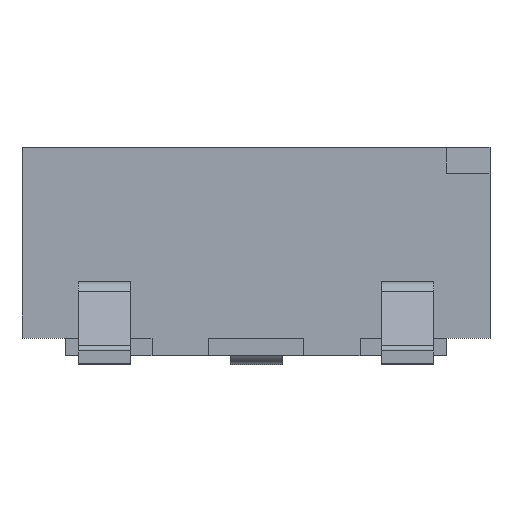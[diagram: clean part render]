
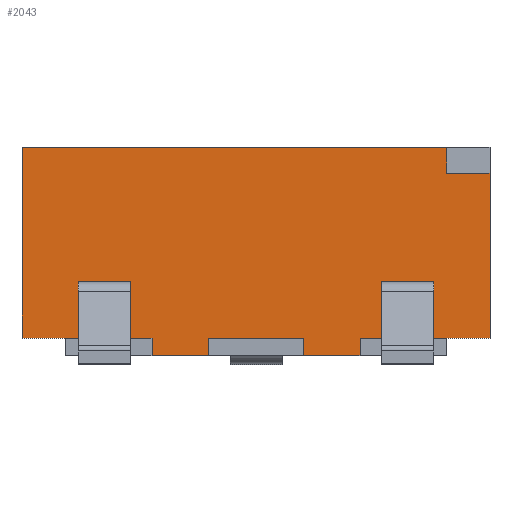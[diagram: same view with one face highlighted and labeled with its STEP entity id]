
A CAD part, top view. The second image highlights one B-rep face of the part: STEP entity #2043.
In plain terms, the highlighted planar face has unit normal (0, 0, 1).
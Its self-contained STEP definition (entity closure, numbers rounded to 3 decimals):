
#145=ORIENTED_EDGE('',*,*,#580,.F.);
#146=ORIENTED_EDGE('',*,*,#581,.T.);
#147=ORIENTED_EDGE('',*,*,#582,.T.);
#148=ORIENTED_EDGE('',*,*,#583,.T.);
#149=ORIENTED_EDGE('',*,*,#584,.F.);
#150=ORIENTED_EDGE('',*,*,#585,.T.);
#151=ORIENTED_EDGE('',*,*,#586,.T.);
#152=ORIENTED_EDGE('',*,*,#587,.T.);
#153=ORIENTED_EDGE('',*,*,#588,.F.);
#154=ORIENTED_EDGE('',*,*,#576,.T.);
#155=ORIENTED_EDGE('',*,*,#589,.F.);
#156=ORIENTED_EDGE('',*,*,#590,.T.);
#157=ORIENTED_EDGE('',*,*,#551,.T.);
#158=ORIENTED_EDGE('',*,*,#557,.T.);
#159=ORIENTED_EDGE('',*,*,#591,.F.);
#160=ORIENTED_EDGE('',*,*,#592,.T.);
#161=ORIENTED_EDGE('',*,*,#593,.T.);
#162=ORIENTED_EDGE('',*,*,#594,.F.);
#163=ORIENTED_EDGE('',*,*,#595,.F.);
#164=ORIENTED_EDGE('',*,*,#596,.T.);
#165=ORIENTED_EDGE('',*,*,#597,.T.);
#166=ORIENTED_EDGE('',*,*,#598,.F.);
#551=EDGE_CURVE('',#769,#768,#921,.T.);
#557=EDGE_CURVE('',#768,#774,#927,.T.);
#576=EDGE_CURVE('',#790,#791,#946,.T.);
#580=EDGE_CURVE('',#793,#794,#950,.T.);
#581=EDGE_CURVE('',#793,#795,#951,.T.);
#582=EDGE_CURVE('',#795,#796,#952,.T.);
#583=EDGE_CURVE('',#796,#794,#953,.F.);
#584=EDGE_CURVE('',#797,#798,#954,.T.);
#585=EDGE_CURVE('',#797,#799,#955,.T.);
#586=EDGE_CURVE('',#799,#800,#956,.T.);
#587=EDGE_CURVE('',#800,#798,#957,.F.);
#588=EDGE_CURVE('',#790,#801,#958,.T.);
#589=EDGE_CURVE('',#802,#791,#959,.T.);
#590=EDGE_CURVE('',#802,#769,#960,.T.);
#591=EDGE_CURVE('',#803,#774,#961,.T.);
#592=EDGE_CURVE('',#803,#804,#962,.T.);
#593=EDGE_CURVE('',#804,#805,#963,.T.);
#594=EDGE_CURVE('',#806,#805,#964,.T.);
#595=EDGE_CURVE('',#807,#806,#965,.T.);
#596=EDGE_CURVE('',#807,#808,#966,.T.);
#597=EDGE_CURVE('',#808,#809,#967,.T.);
#598=EDGE_CURVE('',#801,#809,#968,.T.);
#768=VERTEX_POINT('',#2731);
#769=VERTEX_POINT('',#2733);
#774=VERTEX_POINT('',#2744);
#790=VERTEX_POINT('',#2782);
#791=VERTEX_POINT('',#2783);
#793=VERTEX_POINT('',#2790);
#794=VERTEX_POINT('',#2791);
#795=VERTEX_POINT('',#2793);
#796=VERTEX_POINT('',#2795);
#797=VERTEX_POINT('',#2798);
#798=VERTEX_POINT('',#2799);
#799=VERTEX_POINT('',#2801);
#800=VERTEX_POINT('',#2803);
#801=VERTEX_POINT('',#2806);
#802=VERTEX_POINT('',#2808);
#803=VERTEX_POINT('',#2811);
#804=VERTEX_POINT('',#2813);
#805=VERTEX_POINT('',#2815);
#806=VERTEX_POINT('',#2817);
#807=VERTEX_POINT('',#2819);
#808=VERTEX_POINT('',#2821);
#809=VERTEX_POINT('',#2823);
#921=LINE('',#2732,#1108);
#927=LINE('',#2745,#1114);
#946=LINE('',#2781,#1133);
#950=LINE('',#2789,#1137);
#951=LINE('',#2792,#1138);
#952=LINE('',#2794,#1139);
#953=LINE('',#2796,#1140);
#954=LINE('',#2797,#1141);
#955=LINE('',#2800,#1142);
#956=LINE('',#2802,#1143);
#957=LINE('',#2804,#1144);
#958=LINE('',#2805,#1145);
#959=LINE('',#2807,#1146);
#960=LINE('',#2809,#1147);
#961=LINE('',#2810,#1148);
#962=LINE('',#2812,#1149);
#963=LINE('',#2814,#1150);
#964=LINE('',#2816,#1151);
#965=LINE('',#2818,#1152);
#966=LINE('',#2820,#1153);
#967=LINE('',#2822,#1154);
#968=LINE('',#2824,#1155);
#1108=VECTOR('',#2289,1000.);
#1114=VECTOR('',#2297,1000.);
#1133=VECTOR('',#2320,1000.);
#1137=VECTOR('',#2326,1000.);
#1138=VECTOR('',#2327,1000.);
#1139=VECTOR('',#2328,1000.);
#1140=VECTOR('',#2329,1000.);
#1141=VECTOR('',#2330,1000.);
#1142=VECTOR('',#2331,1000.);
#1143=VECTOR('',#2332,1000.);
#1144=VECTOR('',#2333,1000.);
#1145=VECTOR('',#2334,1000.);
#1146=VECTOR('',#2335,1000.);
#1147=VECTOR('',#2336,1000.);
#1148=VECTOR('',#2337,1000.);
#1149=VECTOR('',#2338,1000.);
#1150=VECTOR('',#2339,1000.);
#1151=VECTOR('',#2340,1000.);
#1152=VECTOR('',#2341,1000.);
#1153=VECTOR('',#2342,1000.);
#1154=VECTOR('',#2343,1000.);
#1155=VECTOR('',#2344,1000.);
#1287=EDGE_LOOP('',(#145,#146,#147,#148));
#1288=EDGE_LOOP('',(#149,#150,#151,#152));
#1289=EDGE_LOOP('',(#153,#154,#155,#156,#157,#158,#159,#160,#161,#162,#163,
#164,#165,#166));
#1378=FACE_BOUND('',#1287,.T.);
#1379=FACE_BOUND('',#1288,.T.);
#1380=FACE_BOUND('',#1289,.T.);
#1466=PLANE('',#2140);
#2043=ADVANCED_FACE('',(#1378,#1379,#1380),#1466,.T.);
#2140=AXIS2_PLACEMENT_3D('',#2788,#2324,#2325);
#2289=DIRECTION('',(-1.,0.,0.));
#2297=DIRECTION('',(0.,-1.,0.));
#2320=DIRECTION('',(0.,1.,0.));
#2324=DIRECTION('',(0.,0.,1.));
#2325=DIRECTION('',(1.,0.,0.));
#2326=DIRECTION('',(0.,1.,0.));
#2327=DIRECTION('',(-1.,0.,0.));
#2328=DIRECTION('',(0.,1.,0.));
#2329=DIRECTION('',(-1.,0.,0.));
#2330=DIRECTION('',(0.,1.,0.));
#2331=DIRECTION('',(-1.,0.,0.));
#2332=DIRECTION('',(0.,1.,0.));
#2333=DIRECTION('',(-1.,0.,0.));
#2334=DIRECTION('',(-1.,0.,0.));
#2335=DIRECTION('',(1.,0.,0.));
#2336=DIRECTION('',(0.,1.,0.));
#2337=DIRECTION('',(-1.,0.,0.));
#2338=DIRECTION('',(0.,-1.,0.));
#2339=DIRECTION('',(1.,0.,0.));
#2340=DIRECTION('',(0.,-1.,0.));
#2341=DIRECTION('',(-1.,0.,0.));
#2342=DIRECTION('',(0.,-1.,0.));
#2343=DIRECTION('',(1.,0.,0.));
#2344=DIRECTION('',(0.,-1.,0.));
#2731=CARTESIAN_POINT('',(-2.7,2.4,1.25));
#2732=CARTESIAN_POINT('',(2.7,2.4,1.25));
#2733=CARTESIAN_POINT('',(2.2,2.4,1.25));
#2744=CARTESIAN_POINT('',(-2.7,0.2,1.25));
#2745=CARTESIAN_POINT('',(-2.7,2.4,1.25));
#2781=CARTESIAN_POINT('',(2.7,0.,1.25));
#2782=CARTESIAN_POINT('',(2.7,0.2,1.25));
#2783=CARTESIAN_POINT('',(2.7,2.1,1.25));
#2788=CARTESIAN_POINT('',(0.,0.,1.25));
#2789=CARTESIAN_POINT('',(-1.45,0.,1.25));
#2790=CARTESIAN_POINT('',(-1.45,0.701,1.25));
#2791=CARTESIAN_POINT('',(-1.45,0.85,1.25));
#2792=CARTESIAN_POINT('',(0.,0.701,1.25));
#2793=CARTESIAN_POINT('',(-2.05,0.701,1.25));
#2794=CARTESIAN_POINT('',(-2.05,0.,1.25));
#2795=CARTESIAN_POINT('',(-2.05,0.85,1.25));
#2796=CARTESIAN_POINT('',(-1.45,0.85,1.25));
#2797=CARTESIAN_POINT('',(2.05,0.,1.25));
#2798=CARTESIAN_POINT('',(2.05,0.701,1.25));
#2799=CARTESIAN_POINT('',(2.05,0.85,1.25));
#2800=CARTESIAN_POINT('',(0.,0.701,1.25));
#2801=CARTESIAN_POINT('',(1.45,0.701,1.25));
#2802=CARTESIAN_POINT('',(1.45,0.,1.25));
#2803=CARTESIAN_POINT('',(1.45,0.85,1.25));
#2804=CARTESIAN_POINT('',(2.05,0.85,1.25));
#2805=CARTESIAN_POINT('',(0.,0.2,1.25));
#2806=CARTESIAN_POINT('',(1.2,0.2,1.25));
#2807=CARTESIAN_POINT('',(2.2,2.1,1.25));
#2808=CARTESIAN_POINT('',(2.2,2.1,1.25));
#2809=CARTESIAN_POINT('',(2.2,0.,1.25));
#2810=CARTESIAN_POINT('',(0.,0.2,1.25));
#2811=CARTESIAN_POINT('',(-1.2,0.2,1.25));
#2812=CARTESIAN_POINT('',(-1.2,0.2,1.25));
#2813=CARTESIAN_POINT('',(-1.2,0.,1.25));
#2814=CARTESIAN_POINT('',(-2.7,0.,1.25));
#2815=CARTESIAN_POINT('',(-0.55,0.,1.25));
#2816=CARTESIAN_POINT('',(-0.55,0.2,1.25));
#2817=CARTESIAN_POINT('',(-0.55,0.2,1.25));
#2818=CARTESIAN_POINT('',(0.,0.2,1.25));
#2819=CARTESIAN_POINT('',(0.55,0.2,1.25));
#2820=CARTESIAN_POINT('',(0.55,0.2,1.25));
#2821=CARTESIAN_POINT('',(0.55,0.,1.25));
#2822=CARTESIAN_POINT('',(-2.7,0.,1.25));
#2823=CARTESIAN_POINT('',(1.2,0.,1.25));
#2824=CARTESIAN_POINT('',(1.2,0.2,1.25));
